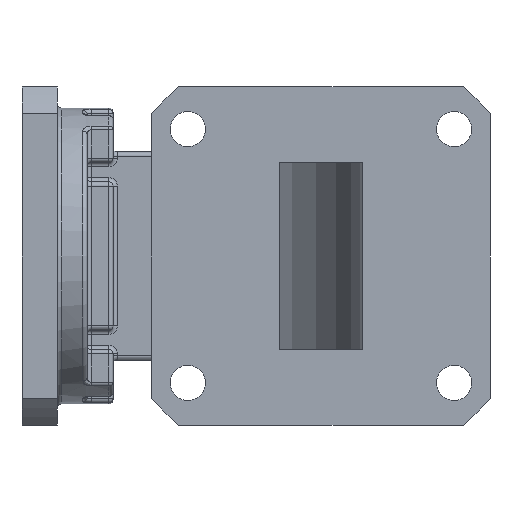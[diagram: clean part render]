
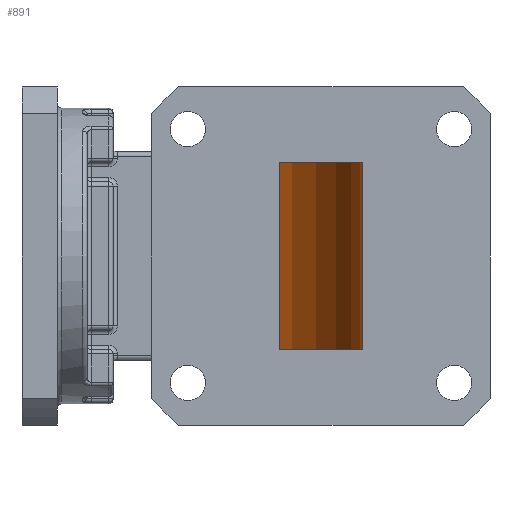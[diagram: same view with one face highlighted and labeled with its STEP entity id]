
A CAD part, front view. The second image highlights one B-rep face of the part: STEP entity #891.
In plain terms, the highlighted cylindrical face has radius 24.13 mm (diameter 48.26 mm), a partial arc.
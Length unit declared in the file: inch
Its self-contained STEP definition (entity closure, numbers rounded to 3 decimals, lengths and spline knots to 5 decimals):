
#330 = DIRECTION ( 'NONE',  ( 0., 0., -1. ) ) ;
#466 = CARTESIAN_POINT ( 'NONE',  ( 0.68701, 0.2, 0.45 ) ) ;
#589 = AXIS2_PLACEMENT_3D ( 'NONE', #7205, #3625, #3678 ) ;
#891 = ADVANCED_FACE ( 'NONE', ( #9438 ), #14450, .F. ) ;
#2966 = EDGE_CURVE ( 'NONE', #9905, #5014, #5318, .T. ) ;
#3034 = EDGE_CURVE ( 'NONE', #14678, #4291, #14945, .T. ) ;
#3625 = DIRECTION ( 'NONE',  ( 0., 0., -1. ) ) ;
#3678 = DIRECTION ( 'NONE',  ( 0., 1., 0. ) ) ;
#3946 = CARTESIAN_POINT ( 'NONE',  ( 1.63701, -0.75, 0.45 ) ) ;
#4291 = VERTEX_POINT ( 'NONE', #11266 ) ;
#4807 = DIRECTION ( 'NONE',  ( 0., 1., 0. ) ) ;
#4966 = EDGE_CURVE ( 'NONE', #4291, #5014, #11932, .T. ) ;
#5008 = EDGE_CURVE ( 'NONE', #14678, #9905, #11562, .T. ) ;
#5014 = VERTEX_POINT ( 'NONE', #7051 ) ;
#5318 = LINE ( 'NONE', #3946, #11605 ) ;
#7051 = CARTESIAN_POINT ( 'NONE',  ( 1.63701, -0.75, 0.45 ) ) ;
#7174 = VECTOR ( 'NONE', #10236, 39.37008 ) ;
#7205 = CARTESIAN_POINT ( 'NONE',  ( 0.68701, -0.75, 0.45 ) ) ;
#7427 = ORIENTED_EDGE ( 'NONE', *, *, #5008, .T. ) ;
#7484 = ORIENTED_EDGE ( 'NONE', *, *, #3034, .F. ) ;
#8325 = CARTESIAN_POINT ( 'NONE',  ( 0.68701, -0.75, -0.45 ) ) ;
#9438 = FACE_OUTER_BOUND ( 'NONE', #11537, .T. ) ;
#9894 = AXIS2_PLACEMENT_3D ( 'NONE', #14481, #330, #13241 ) ;
#9905 = VERTEX_POINT ( 'NONE', #11496 ) ;
#10040 = ORIENTED_EDGE ( 'NONE', *, *, #4966, .F. ) ;
#10236 = DIRECTION ( 'NONE',  ( 0., 0., 1. ) ) ;
#10353 = AXIS2_PLACEMENT_3D ( 'NONE', #8325, #14326, #4807 ) ;
#11266 = CARTESIAN_POINT ( 'NONE',  ( 0.68701, 0.2, 0.45 ) ) ;
#11319 = ORIENTED_EDGE ( 'NONE', *, *, #2966, .T. ) ;
#11496 = CARTESIAN_POINT ( 'NONE',  ( 1.63701, -0.75, -0.45 ) ) ;
#11537 = EDGE_LOOP ( 'NONE', ( #10040, #7484, #7427, #11319 ) ) ;
#11562 = CIRCLE ( 'NONE', #10353, 0.95 ) ;
#11605 = VECTOR ( 'NONE', #14652, 39.37008 ) ;
#11768 = CARTESIAN_POINT ( 'NONE',  ( 0.68701, 0.2, -0.45 ) ) ;
#11932 = CIRCLE ( 'NONE', #589, 0.95 ) ;
#13241 = DIRECTION ( 'NONE',  ( -1., 0., 0. ) ) ;
#14326 = DIRECTION ( 'NONE',  ( 0., 0., -1. ) ) ;
#14450 = CYLINDRICAL_SURFACE ( 'NONE', #9894, 0.95 ) ;
#14481 = CARTESIAN_POINT ( 'NONE',  ( 0.68701, -0.75, 0. ) ) ;
#14652 = DIRECTION ( 'NONE',  ( 0., 0., 1. ) ) ;
#14678 = VERTEX_POINT ( 'NONE', #11768 ) ;
#14945 = LINE ( 'NONE', #466, #7174 ) ;
